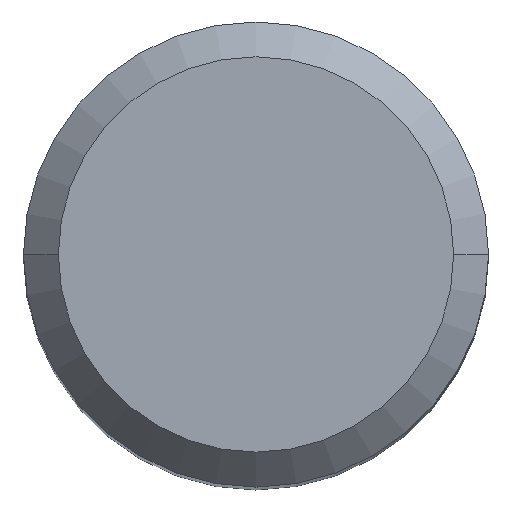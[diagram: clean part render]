
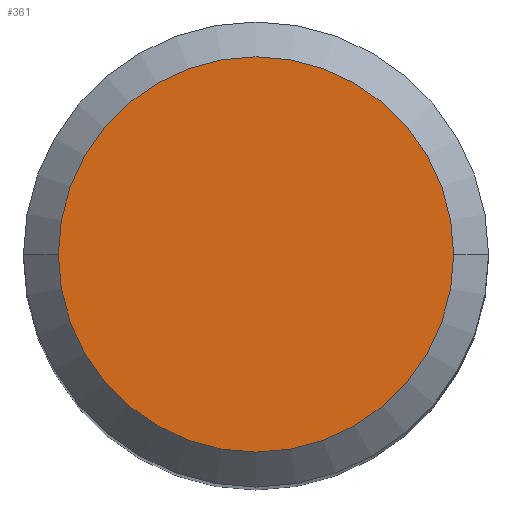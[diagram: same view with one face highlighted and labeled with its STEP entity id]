
A CAD part, top view. The second image highlights one B-rep face of the part: STEP entity #361.
In plain terms, the highlighted planar face has unit normal (0, 0, 1).
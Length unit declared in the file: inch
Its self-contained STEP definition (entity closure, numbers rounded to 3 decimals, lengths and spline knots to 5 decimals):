
#28 = AXIS2_PLACEMENT_3D ( 'NONE', #269, #110, #44 ) ;
#44 = DIRECTION ( 'NONE',  ( 1., 0., 0. ) ) ;
#61 = DIRECTION ( 'NONE',  ( 0., 0., -1. ) ) ;
#68 = CIRCLE ( 'NONE', #28, 0.20077 ) ;
#69 = PLANE ( 'NONE',  #152 ) ;
#89 = EDGE_CURVE ( 'NONE', #391, #194, #68, .T. ) ;
#99 = EDGE_LOOP ( 'NONE', ( #453, #111 ) ) ;
#104 = CARTESIAN_POINT ( 'NONE',  ( 0., 0., 0. ) ) ;
#110 = DIRECTION ( 'NONE',  ( 0., 0., 1. ) ) ;
#111 = ORIENTED_EDGE ( 'NONE', *, *, #158, .T. ) ;
#113 = CARTESIAN_POINT ( 'NONE',  ( 0.20077, 0., 0. ) ) ;
#152 = AXIS2_PLACEMENT_3D ( 'NONE', #104, #61, #377 ) ;
#158 = EDGE_CURVE ( 'NONE', #194, #391, #275, .T. ) ;
#194 = VERTEX_POINT ( 'NONE', #113 ) ;
#211 = FACE_OUTER_BOUND ( 'NONE', #99, .T. ) ;
#269 = CARTESIAN_POINT ( 'NONE',  ( 0., 0., 0. ) ) ;
#275 = CIRCLE ( 'NONE', #482, 0.20077 ) ;
#282 = DIRECTION ( 'NONE',  ( 0., 0., 1. ) ) ;
#361 = ADVANCED_FACE ( 'NONE', ( #211 ), #69, .F. ) ;
#367 = DIRECTION ( 'NONE',  ( 1., 0., 0. ) ) ;
#377 = DIRECTION ( 'NONE',  ( -1., 0., 0. ) ) ;
#391 = VERTEX_POINT ( 'NONE', #417 ) ;
#417 = CARTESIAN_POINT ( 'NONE',  ( -0.20077, 0., 0. ) ) ;
#453 = ORIENTED_EDGE ( 'NONE', *, *, #89, .T. ) ;
#472 = CARTESIAN_POINT ( 'NONE',  ( 0., 0., 0. ) ) ;
#482 = AXIS2_PLACEMENT_3D ( 'NONE', #472, #282, #367 ) ;
